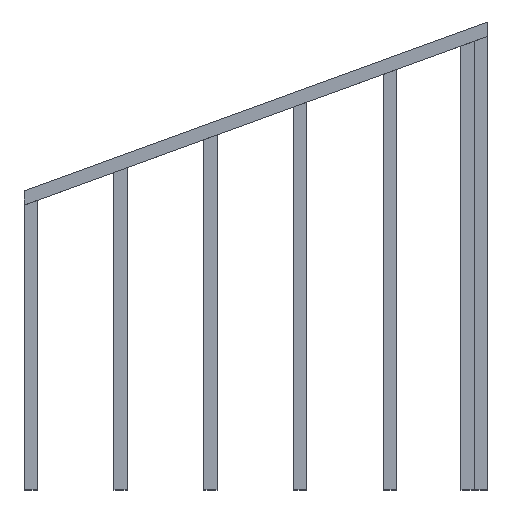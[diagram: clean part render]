
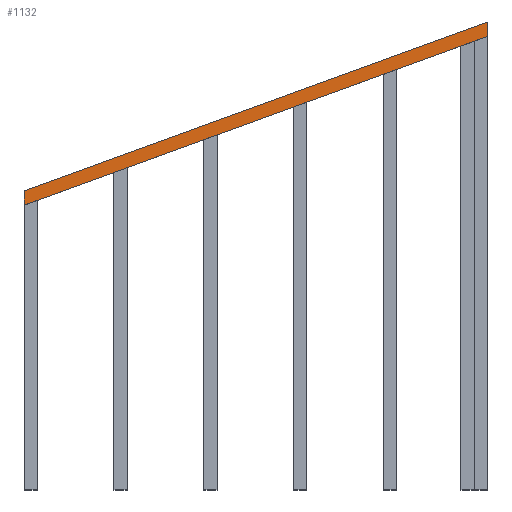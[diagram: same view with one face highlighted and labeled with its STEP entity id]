
A CAD part, top view. The second image highlights one B-rep face of the part: STEP entity #1132.
In plain terms, the highlighted planar face has unit normal (0, 0, 1).
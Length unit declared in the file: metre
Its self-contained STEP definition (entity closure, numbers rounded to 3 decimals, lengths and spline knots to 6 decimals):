
#44 = CARTESIAN_POINT('NONE', (0, 1.952112, -0));
#45 = VERTEX_POINT('NONE', #44);
#46 = CARTESIAN_POINT('NONE', (0., 2, -0));
#47 = VERTEX_POINT('NONE', #46);
#52 = CARTESIAN_POINT('NONE', (3.1, 3.128308, -0));
#53 = VERTEX_POINT('NONE', #52);
#56 = CARTESIAN_POINT('NONE', (3.1, 3.032532, -0));
#57 = VERTEX_POINT('NONE', #56);
#60 = CARTESIAN_POINT('NONE', (0., 1.904224, -0));
#61 = VERTEX_POINT('NONE', #60);
#284 = DIRECTION('NONE', (0., 1, 0));
#285 = VECTOR('NONE', #284, 1);
#286 = CARTESIAN_POINT('NONE', (0, 1.952112, -0));
#287 = LINE('NONE', #286, #285);
#300 = DIRECTION('NONE', (0.94, 0.342, 0));
#301 = VECTOR('NONE', #300, 1);
#302 = CARTESIAN_POINT('NONE', (0., 2, -0));
#303 = LINE('NONE', #302, #301);
#312 = DIRECTION('NONE', (0., -1, 0));
#313 = VECTOR('NONE', #312, 1);
#314 = CARTESIAN_POINT('NONE', (3.1, 3.128308, -0));
#315 = LINE('NONE', #314, #313);
#324 = DIRECTION('NONE', (-0.94, -0.342, 0));
#325 = VECTOR('NONE', #324, 1);
#326 = CARTESIAN_POINT('NONE', (3.1, 3.032532, -0));
#327 = LINE('NONE', #326, #325);
#336 = DIRECTION('NONE', (0., 1, 0));
#337 = VECTOR('NONE', #336, 1);
#338 = CARTESIAN_POINT('NONE', (0., 1.904224, -0));
#339 = LINE('NONE', #338, #337);
#674 = EDGE_CURVE('NONE', #45, #47, #287, .T.);
#678 = EDGE_CURVE('NONE', #47, #53, #303, .T.);
#681 = EDGE_CURVE('NONE', #53, #57, #315, .T.);
#684 = EDGE_CURVE('NONE', #57, #61, #327, .T.);
#687 = EDGE_CURVE('NONE', #61, #45, #339, .T.);
#840 = CARTESIAN_POINT('NONE', (0, 1.952112, -0));
#841 = DIRECTION('NONE', (0, -0, -1));
#842 = AXIS2_PLACEMENT_3D('NONE', #840, #841, $);
#843 = PLANE('NONE', #842);
#1125 = ORIENTED_EDGE('NONE', *, *, #687, .F.);
#1126 = ORIENTED_EDGE('NONE', *, *, #684, .F.);
#1127 = ORIENTED_EDGE('NONE', *, *, #681, .F.);
#1128 = ORIENTED_EDGE('NONE', *, *, #678, .F.);
#1129 = ORIENTED_EDGE('NONE', *, *, #674, .F.);
#1130 = EDGE_LOOP('NONE', (#1125, #1126, #1127, #1128, #1129));
#1131 = FACE_BOUND('NONE', #1130, .T.);
#1132 = ADVANCED_FACE('NONE', (#1131), #843, .F.);
